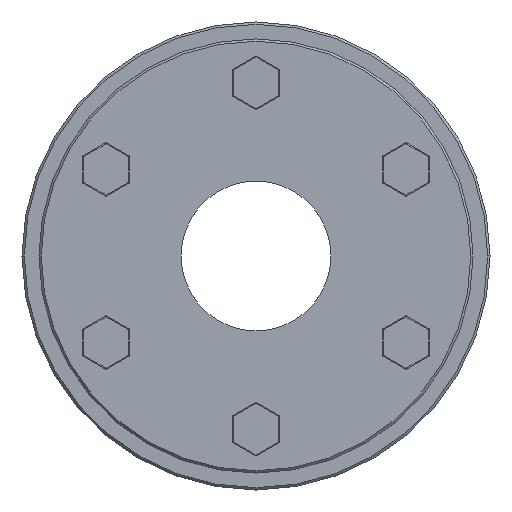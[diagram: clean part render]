
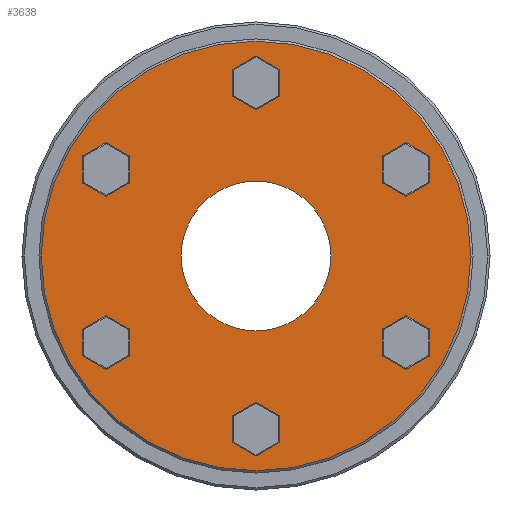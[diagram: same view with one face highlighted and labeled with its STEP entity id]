
A CAD part, left-side view. The second image highlights one B-rep face of the part: STEP entity #3638.
In plain terms, the highlighted planar face has unit normal (-1, 0, 0).
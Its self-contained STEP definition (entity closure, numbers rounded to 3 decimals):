
#601 = EDGE_CURVE ( 'NONE', #5128, #5129, #6175, .T. ) ;
#1213 = EDGE_CURVE ( 'NONE', #5151, #5150, #6780, .T. ) ;
#1218 = EDGE_CURVE ( 'NONE', #5150, #5151, #6787, .T. ) ;
#1225 = EDGE_CURVE ( 'NONE', #5129, #5128, #6797, .T. ) ;
#3638 = ADVANCED_FACE ( 'NONE', ( #13194, #13197 ), #12466, .T. ) ;
#4208 = EDGE_LOOP ( 'NONE', ( #5019, #5020 ) ) ;
#4606 = EDGE_LOOP ( 'NONE', ( #5021, #5022 ) ) ;
#5019 = ORIENTED_EDGE ( 'NONE', *, *, #1225, .T. ) ;
#5020 = ORIENTED_EDGE ( 'NONE', *, *, #601, .T. ) ;
#5021 = ORIENTED_EDGE ( 'NONE', *, *, #1213, .T. ) ;
#5022 = ORIENTED_EDGE ( 'NONE', *, *, #1218, .T. ) ;
#5128 = VERTEX_POINT ( 'NONE', #14517 ) ;
#5129 = VERTEX_POINT ( 'NONE', #14518 ) ;
#5150 = VERTEX_POINT ( 'NONE', #14539 ) ;
#5151 = VERTEX_POINT ( 'NONE', #14540 ) ;
#5249 = CARTESIAN_POINT ( 'NONE',  ( -58., 0., 0. ) ) ;
#5250 = DIRECTION ( 'NONE',  ( -1., 0., 0. ) ) ;
#5251 = DIRECTION ( 'NONE',  ( 0., -1., 0. ) ) ;
#6175 = CIRCLE ( 'NONE', #6498, 45.883 ) ;
#6498 = AXIS2_PLACEMENT_3D ( 'NONE', #5249, #5250, #5251 ) ;
#6641 = AXIS2_PLACEMENT_3D ( 'NONE', #7709, #7710, #7711 ) ;
#6645 = AXIS2_PLACEMENT_3D ( 'NONE', #7719, #7721, #7722 ) ;
#6648 = AXIS2_PLACEMENT_3D ( 'NONE', #7740, #7741, #7742 ) ;
#6780 = CIRCLE ( 'NONE', #6641, 16. ) ;
#6787 = CIRCLE ( 'NONE', #6645, 16. ) ;
#6797 = CIRCLE ( 'NONE', #6648, 45.883 ) ;
#7709 = CARTESIAN_POINT ( 'NONE',  ( -58., 0., 0. ) ) ;
#7710 = DIRECTION ( 'NONE',  ( 1., 0., 0. ) ) ;
#7711 = DIRECTION ( 'NONE',  ( 0., 1., 0. ) ) ;
#7719 = CARTESIAN_POINT ( 'NONE',  ( -58., 0., 0. ) ) ;
#7721 = DIRECTION ( 'NONE',  ( 1., 0., 0. ) ) ;
#7722 = DIRECTION ( 'NONE',  ( 0., 1., 0. ) ) ;
#7740 = CARTESIAN_POINT ( 'NONE',  ( -58., 0., 0. ) ) ;
#7741 = DIRECTION ( 'NONE',  ( -1., 0., 0. ) ) ;
#7742 = DIRECTION ( 'NONE',  ( 0., -1., 0. ) ) ;
#12465 = CARTESIAN_POINT ( 'NONE',  ( -58., 16., 0. ) ) ;
#12466 = PLANE ( 'NONE',  #12882 ) ;
#12468 = DIRECTION ( 'NONE',  ( -1., 0., 0. ) ) ;
#12469 = DIRECTION ( 'NONE',  ( 0., -1., 0. ) ) ;
#12882 = AXIS2_PLACEMENT_3D ( 'NONE', #12465, #12468, #12469 ) ;
#13194 = FACE_OUTER_BOUND ( 'NONE', #4208, .T. ) ;
#13197 = FACE_BOUND ( 'NONE', #4606, .T. ) ;
#14517 = CARTESIAN_POINT ( 'NONE',  ( -58., -45.883, 0. ) ) ;
#14518 = CARTESIAN_POINT ( 'NONE',  ( -58., 45.883, 0. ) ) ;
#14539 = CARTESIAN_POINT ( 'NONE',  ( -58., -16., 0. ) ) ;
#14540 = CARTESIAN_POINT ( 'NONE',  ( -58., 16., 0. ) ) ;
